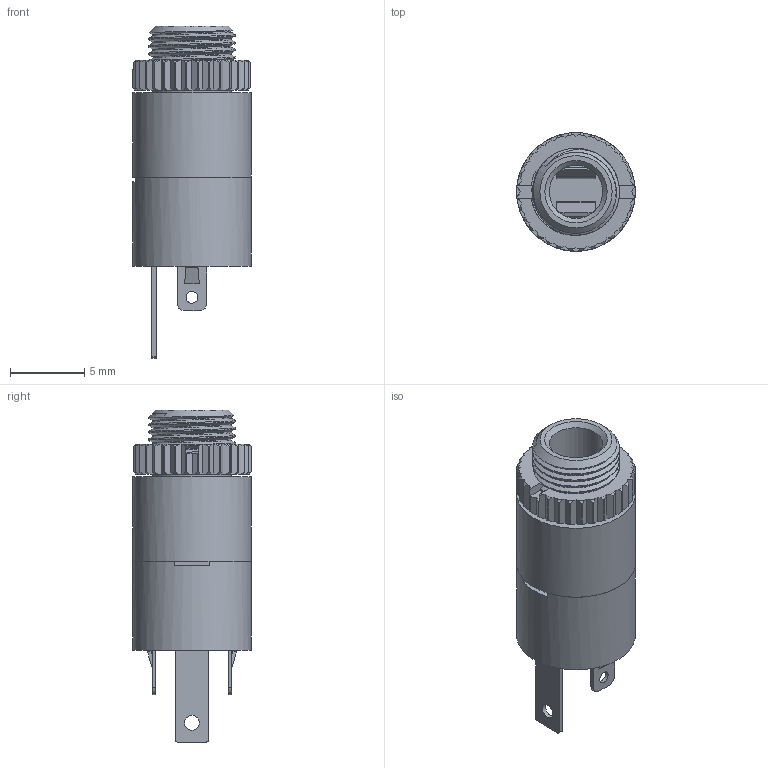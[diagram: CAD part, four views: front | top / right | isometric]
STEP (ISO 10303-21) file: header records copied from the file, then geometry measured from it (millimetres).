
FILE_DESCRIPTION(/* description */ ('Alibre Inc.'),/* implementation_level */ '2;1');
FILE_NAME(/* name */ 'export0',/* time_stamp */ '2014-10-15T13:55:43+09:00',/* author */ (''),/* organization */ (''),/* preprocessor_version */ 'ST-DEVELOPER v14',/* originating_system */ 'Alibre',/* authorisation */ '');
FILE_SCHEMA (('CONFIG_CONTROL_DESIGN'));
Length unit declared in the file: centimetre
Products named in the file (3): ID_1; ID_2; ID_3
Bounding box: 8 x 8 x 22.4 mm (x, y, z)
Volume: 504.8 mm3; surface area: 1385 mm2
Topology: 2 solids, 2 shells, 372 faces, 1132 edges, 749 vertices
Faces by surface type: plane 209, cylinder 82, cone 71, bspline 10
Full cylindrical faces by diameter (mm): 0.5 x1, 0.8 x2, 1 x1, 3.6 x1, 5.3 x1, 7 x1, 8 x2
Entity records: 14489 total; most frequent: CARTESIAN_POINT 5691, ORIENTED_EDGE 2210, DIRECTION 1196, EDGE_CURVE 1105, VERTEX_POINT 738, VECTOR 628, LINE 628, EDGE_LOOP 411
